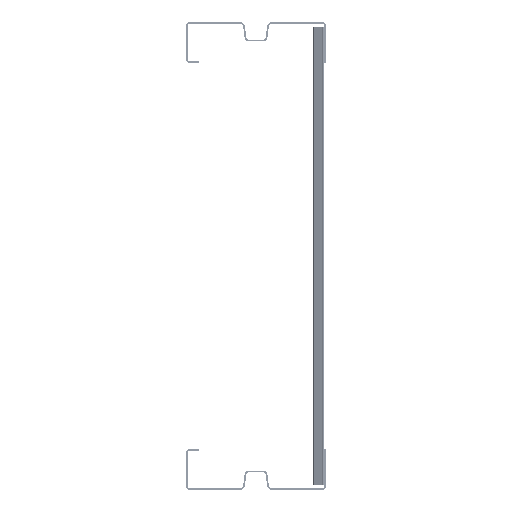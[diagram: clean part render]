
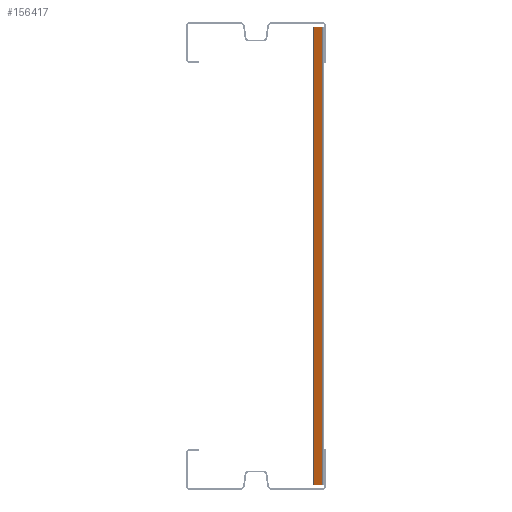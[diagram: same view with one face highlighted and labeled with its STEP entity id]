
A CAD part, left-side view. The second image highlights one B-rep face of the part: STEP entity #156417.
In plain terms, the highlighted planar face has unit normal (-0.94, 0.342, 0).
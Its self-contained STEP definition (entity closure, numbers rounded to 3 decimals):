
#98344=DIRECTION('',(0.,0.,1.));
#98345=VECTOR('',#98344,392.);
#98346=CARTESIAN_POINT('',(-1410.464,1.858,-196.));
#98347=LINE('',#98346,#98345);
#98352=DIRECTION('',(0.,0.,1.));
#98353=VECTOR('',#98352,392.);
#98354=CARTESIAN_POINT('',(-1408.027,8.552,-196.));
#98355=LINE('',#98354,#98353);
#101492=DIRECTION('',(-0.342,-0.94,0.));
#101493=VECTOR('',#101492,7.124);
#101494=CARTESIAN_POINT('',(-1408.027,8.552,-196.));
#101495=LINE('',#101494,#101493);
#101530=DIRECTION('',(-0.342,-0.94,0.));
#101531=VECTOR('',#101530,7.124);
#101532=CARTESIAN_POINT('',(-1408.027,8.552,196.));
#101533=LINE('',#101532,#101531);
#119304=CARTESIAN_POINT('',(-1408.027,8.552,-196.));
#119305=VERTEX_POINT('',#119304);
#119306=CARTESIAN_POINT('',(-1410.464,1.858,-196.));
#119307=VERTEX_POINT('',#119306);
#127984=CARTESIAN_POINT('',(-1408.027,8.552,196.));
#127985=VERTEX_POINT('',#127984);
#127986=CARTESIAN_POINT('',(-1410.464,1.858,196.));
#127987=VERTEX_POINT('',#127986);
#156403=CARTESIAN_POINT('',(-1408.027,8.552,-305.));
#156404=DIRECTION('',(-0.94,0.342,0.));
#156405=DIRECTION('',(-0.342,-0.94,0.));
#156406=AXIS2_PLACEMENT_3D('',#156403,#156404,#156405);
#156407=PLANE('',#156406);
#156409=ORIENTED_EDGE('',*,*,#156408,.T.);
#156411=ORIENTED_EDGE('',*,*,#156410,.T.);
#156412=ORIENTED_EDGE('',*,*,#156393,.F.);
#156414=ORIENTED_EDGE('',*,*,#156413,.F.);
#156415=EDGE_LOOP('',(#156409,#156411,#156412,#156414));
#156416=FACE_OUTER_BOUND('',#156415,.F.);
#156417=ADVANCED_FACE('',(#156416),#156407,.T.);
#156393=EDGE_CURVE('',#119307,#127987,#98347,.T.);
#156408=EDGE_CURVE('',#119305,#127985,#98355,.T.);
#156410=EDGE_CURVE('',#127985,#127987,#101533,.T.);
#156413=EDGE_CURVE('',#119305,#119307,#101495,.T.);
